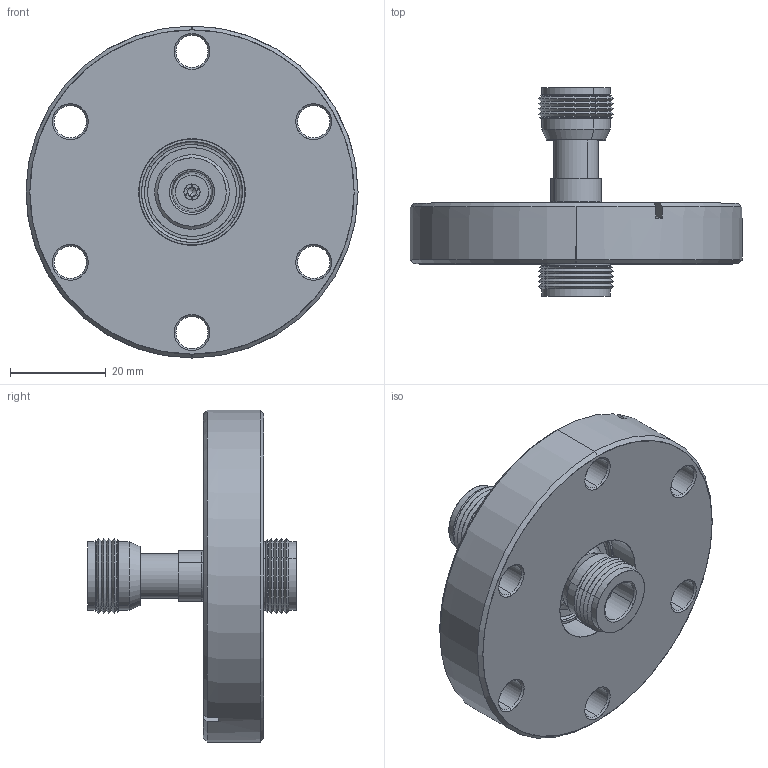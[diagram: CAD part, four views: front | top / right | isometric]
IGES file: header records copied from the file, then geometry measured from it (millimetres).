
Start section: SolidWorks IGES file using analytic representation for surfaces
Global section: file name: 18071-01-CF.IGS; native system: SolidWorks 2014; preprocessor: SolidWorks 2014; author: Lee Sanders; date: 160615.103349; units: inch
Bounding box: 69.34 x 43.51 x 69.34 mm (x, y, z)
Surface area: 16997.4 mm2 (no closed solid volume)
Topology: 0 solids, 0 shells, 288 faces, 3297 edges, 3295 vertices
Faces by surface type: revolution 195, bspline 93
